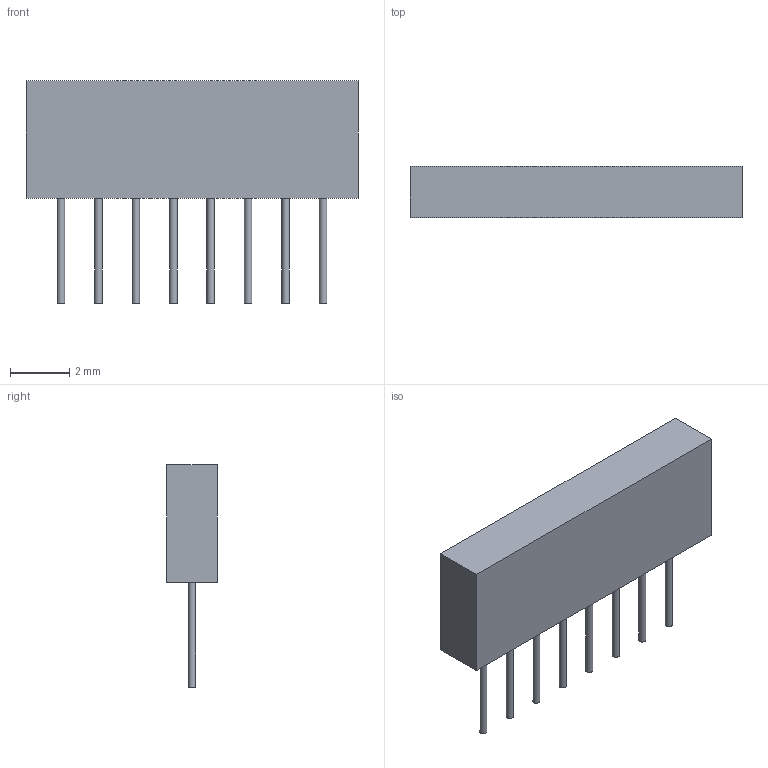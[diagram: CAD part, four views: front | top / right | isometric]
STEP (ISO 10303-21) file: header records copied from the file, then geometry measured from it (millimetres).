
FILE_DESCRIPTION(('STEP AP214'),'1');
FILE_NAME('SIP8_HMC1001_HNW','2025-02-06T08:36:58',(''),(''),'','','');
FILE_SCHEMA(('AUTOMOTIVE_DESIGN'));
Length unit declared in the file: millimetre
Products named in the file (1): product
Bounding box: 11.25 x 1.73 x 7.54 mm (x, y, z)
Volume: 79 mm3; surface area: 165.9 mm2
Topology: 9 solids, 9 shells, 30 faces, 36 edges, 24 vertices
Faces by surface type: plane 22, cylinder 8
Full cylindrical faces by diameter (mm): 0.254 x8
Entity records: 767 total; most frequent: DIRECTION 122, CARTESIAN_POINT 79, ORIENTED_EDGE 56, AXIS2_PLACEMENT_3D 55, EDGE_LOOP 38, ADVANCED_FACE 30, FACE_OUTER_BOUND 30, STYLED_ITEM 30
